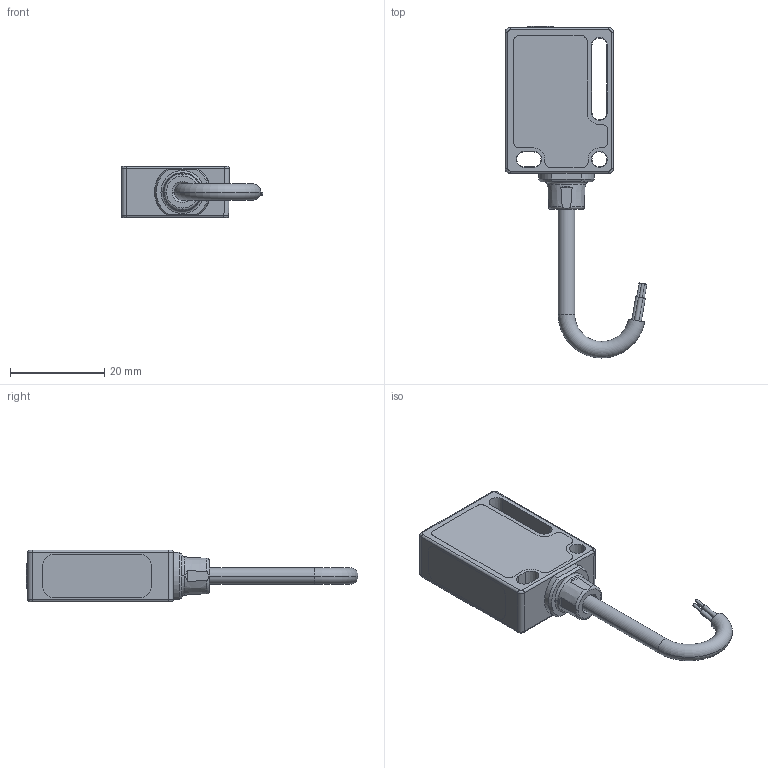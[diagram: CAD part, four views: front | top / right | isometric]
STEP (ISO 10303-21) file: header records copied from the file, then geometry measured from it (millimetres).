
FILE_DESCRIPTION((''),'2;1');
FILE_NAME('ML8-8-HGU-115-162','2008-07-03T',('XHMao'),(''),'PRO/ENGINEER BY PARAMETRIC TECHNOLOGY CORPORATION, 2006140','PRO/ENGINEER BY PARAMETRIC TECHNOLOGY CORPORATION, 2006140','');
FILE_SCHEMA(('CONFIG_CONTROL_DESIGN'));
Length unit declared in the file: millimetre
Products named in the file (1): ML8-8-HGU-115-162
Bounding box: 30.14 x 70.6 x 11.02 mm (x, y, z)
Volume: 4012.4 mm3; surface area: 6376.2 mm2
Topology: 1 solids, 5 shells, 502 faces, 1355 edges, 879 vertices
Faces by surface type: plane 258, cylinder 139, cone 74, torus 22, bspline 5, sphere 4
Entity records: 16361 total; most frequent: CARTESIAN_POINT 3361, DIRECTION 2781, ORIENTED_EDGE 2698, EDGE_CURVE 1351, AXIS2_PLACEMENT_3D 994, VERTEX_POINT 879, VECTOR 793, LINE 793
